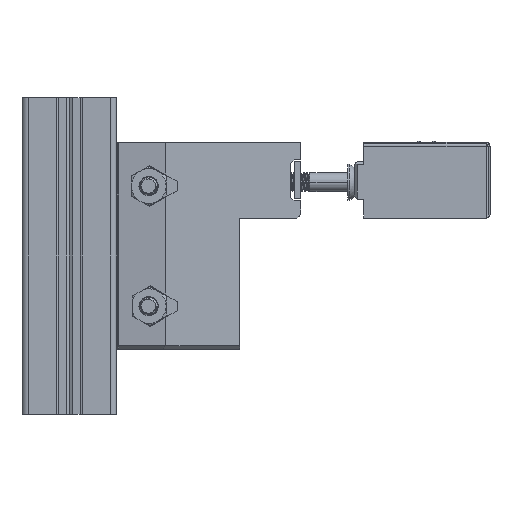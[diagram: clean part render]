
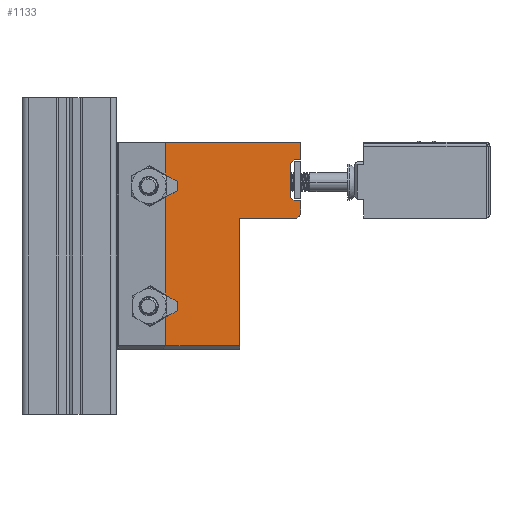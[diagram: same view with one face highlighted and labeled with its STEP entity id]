
A CAD part, left-side view. The second image highlights one B-rep face of the part: STEP entity #1133.
In plain terms, the highlighted planar face has unit normal (-0.696, -0.718, 0).
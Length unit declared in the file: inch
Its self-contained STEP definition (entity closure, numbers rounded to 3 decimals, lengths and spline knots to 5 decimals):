
#1133=ADVANCED_FACE('',(#2902),#2903,.T.);
#2902=FACE_OUTER_BOUND('',#5401,.T.);
#2903=PLANE('',#5402);
#5401=EDGE_LOOP('',(#11552,#11553,#11554,#11555,#11556,#11557,#11558,#11559,#11560,#11561,#11562,#11563,#11564,#11565,#11566,#11567,#11568,#11569,#11570,#11571,#11572));
#5402=AXIS2_PLACEMENT_3D('',#11573,#11574,#11575);
#11552=ORIENTED_EDGE('',*,*,#18661,.T.);
#11553=ORIENTED_EDGE('',*,*,#18662,.T.);
#11554=ORIENTED_EDGE('',*,*,#18592,.T.);
#11555=ORIENTED_EDGE('',*,*,#18663,.T.);
#11556=ORIENTED_EDGE('',*,*,#18664,.T.);
#11557=ORIENTED_EDGE('',*,*,#18311,.T.);
#11558=ORIENTED_EDGE('',*,*,#18665,.T.);
#11559=ORIENTED_EDGE('',*,*,#18086,.T.);
#11560=ORIENTED_EDGE('',*,*,#18666,.T.);
#11561=ORIENTED_EDGE('',*,*,#18667,.T.);
#11562=ORIENTED_EDGE('',*,*,#18668,.T.);
#11563=ORIENTED_EDGE('',*,*,#18669,.T.);
#11564=ORIENTED_EDGE('',*,*,#18670,.T.);
#11565=ORIENTED_EDGE('',*,*,#18671,.T.);
#11566=ORIENTED_EDGE('',*,*,#18531,.F.);
#11567=ORIENTED_EDGE('',*,*,#18672,.T.);
#11568=ORIENTED_EDGE('',*,*,#18673,.T.);
#11569=ORIENTED_EDGE('',*,*,#18674,.F.);
#11570=ORIENTED_EDGE('',*,*,#18675,.F.);
#11571=ORIENTED_EDGE('',*,*,#18621,.T.);
#11572=ORIENTED_EDGE('',*,*,#18676,.T.);
#11573=CARTESIAN_POINT('',(-2.39738,0.81683,0.51698));
#11574=DIRECTION('',(-0.696,-0.718,0.));
#11575=DIRECTION('',(0.718,-0.696,0.001));
#18086=EDGE_CURVE('',#21060,#21061,#21062,.F.);
#18311=EDGE_CURVE('',#21462,#21463,#21464,.T.);
#18531=EDGE_CURVE('',#21837,#21832,#21839,.T.);
#18592=EDGE_CURVE('',#21950,#21951,#21952,.T.);
#18621=EDGE_CURVE('',#21998,#21999,#22000,.T.);
#18661=EDGE_CURVE('',#22068,#22069,#22070,.T.);
#18662=EDGE_CURVE('',#22069,#21950,#22071,.T.);
#18663=EDGE_CURVE('',#21951,#22072,#22073,.T.);
#18664=EDGE_CURVE('',#22072,#21462,#22074,.T.);
#18665=EDGE_CURVE('',#21463,#21060,#22075,.T.);
#18666=EDGE_CURVE('',#21061,#22076,#22077,.T.);
#18667=EDGE_CURVE('',#22076,#22078,#22079,.F.);
#18668=EDGE_CURVE('',#22078,#22080,#22081,.T.);
#18669=EDGE_CURVE('',#22080,#22082,#22083,.F.);
#18670=EDGE_CURVE('',#22082,#22084,#22085,.T.);
#18671=EDGE_CURVE('',#22084,#21832,#22086,.T.);
#18672=EDGE_CURVE('',#21837,#22087,#22088,.F.);
#18673=EDGE_CURVE('',#22087,#22089,#22090,.T.);
#18674=EDGE_CURVE('',#22091,#22089,#22092,.T.);
#18675=EDGE_CURVE('',#21998,#22091,#22093,.T.);
#18676=EDGE_CURVE('',#21999,#22068,#22094,.T.);
#21060=VERTEX_POINT('',#25445);
#21061=VERTEX_POINT('',#25446);
#21062=LINE('',#25447,#25448);
#21462=VERTEX_POINT('',#26339);
#21463=VERTEX_POINT('',#26340);
#21464=LINE('',#26341,#26342);
#21832=VERTEX_POINT('',#27904);
#21837=VERTEX_POINT('',#27912);
#21839=LINE('',#27915,#27916);
#21950=VERTEX_POINT('',#28163);
#21951=VERTEX_POINT('',#28164);
#21952=LINE('',#28165,#28166);
#21998=VERTEX_POINT('',#28298);
#21999=VERTEX_POINT('',#28299);
#22000=LINE('',#28300,#28301);
#22068=VERTEX_POINT('',#28451);
#22069=VERTEX_POINT('',#28452);
#22070=LINE('',#28453,#28454);
#22071=LINE('',#28455,#28456);
#22072=VERTEX_POINT('',#28457);
#22073=LINE('',#28458,#28459);
#22074=LINE('',#28460,#28461);
#22075=LINE('',#28462,#28463);
#22076=VERTEX_POINT('',#28464);
#22077=LINE('',#28465,#28466);
#22078=VERTEX_POINT('',#28467);
#22079=LINE('',#28468,#28469);
#22080=VERTEX_POINT('',#28470);
#22081=LINE('',#28471,#28472);
#22082=VERTEX_POINT('',#28473);
#22083=LINE('',#28474,#28475);
#22084=VERTEX_POINT('',#28476);
#22085=LINE('',#28477,#28478);
#22086=LINE('',#28479,#28480);
#22087=VERTEX_POINT('',#28481);
#22088=LINE('',#28482,#28483);
#22089=VERTEX_POINT('',#28484);
#22090=LINE('',#28485,#28486);
#22091=VERTEX_POINT('',#28487);
#22092=LINE('',#28488,#28489);
#22093=LINE('',#28490,#28491);
#22094=LINE('',#28492,#28493);
#25445=CARTESIAN_POINT('',(-1.63223,0.07487,1.21457));
#25446=CARTESIAN_POINT('',(-2.49841,0.91479,1.21457));
#25447=CARTESIAN_POINT('',(-2.20718,0.63239,1.21457));
#25448=VECTOR('',#48945,1.);
#26339=CARTESIAN_POINT('',(-1.67486,0.11621,1.1074));
#26340=CARTESIAN_POINT('',(-1.63223,0.07487,1.1074));
#26341=CARTESIAN_POINT('',(-1.88957,0.3244,1.1074));
#26342=VECTOR('',#49149,1.);
#27904=CARTESIAN_POINT('',(-2.42581,0.8444,0.22499));
#27912=CARTESIAN_POINT('',(-2.42581,0.8444,0.16871));
#27915=CARTESIAN_POINT('',(-2.42581,0.8444,0.35692));
#27916=VECTOR('',#49378,1.0);
#28163=CARTESIAN_POINT('',(-1.67486,0.11621,0.85543));
#28164=CARTESIAN_POINT('',(-1.69516,0.13589,0.87512));
#28165=CARTESIAN_POINT('',(-1.72112,0.16106,0.90029));
#28166=VECTOR('',#49441,1.);
#28298=CARTESIAN_POINT('',(-2.02318,0.45396,0.74519));
#28299=CARTESIAN_POINT('',(-1.65659,0.09849,0.74519));
#28300=CARTESIAN_POINT('',(-2.56096,0.97545,0.74519));
#28301=VECTOR('',#49461,1.);
#28451=CARTESIAN_POINT('',(-1.63223,0.07487,0.76882));
#28452=CARTESIAN_POINT('',(-1.63223,0.07487,0.85543));
#28453=CARTESIAN_POINT('',(-1.63223,0.07487,0.86225));
#28454=VECTOR('',#49494,1.0);
#28455=CARTESIAN_POINT('',(-1.87232,0.30768,0.85543));
#28456=VECTOR('',#49495,1.);
#28457=CARTESIAN_POINT('',(-1.69516,0.13589,1.08771));
#28458=CARTESIAN_POINT('',(-1.69516,0.13589,0.75209));
#28459=VECTOR('',#49496,1.0);
#28460=CARTESIAN_POINT('',(-1.88327,0.3183,0.90531));
#28461=VECTOR('',#49497,1.);
#28462=CARTESIAN_POINT('',(-1.63223,0.07487,0.86225));
#28463=VECTOR('',#49498,1.0);
#28464=CARTESIAN_POINT('',(-2.49841,0.91479,1.01374));
#28465=CARTESIAN_POINT('',(-2.49841,0.91479,0.39167));
#28466=VECTOR('',#49499,1.0);
#28467=CARTESIAN_POINT('',(-2.42581,0.8444,0.97344));
#28468=CARTESIAN_POINT('',(-2.45236,0.87014,0.98818));
#28469=VECTOR('',#49500,1.);
#28470=CARTESIAN_POINT('',(-2.42581,0.8444,0.91632));
#28471=CARTESIAN_POINT('',(-2.42581,0.8444,0.73093));
#28472=VECTOR('',#49501,1.0);
#28473=CARTESIAN_POINT('',(-2.49841,0.91479,0.87602));
#28474=CARTESIAN_POINT('',(-2.24132,0.6655,1.01873));
#28475=VECTOR('',#49502,1.);
#28476=CARTESIAN_POINT('',(-2.49841,0.91479,0.26636));
#28477=CARTESIAN_POINT('',(-2.49841,0.91479,0.23419));
#28478=VECTOR('',#49503,1.0);
#28479=CARTESIAN_POINT('',(-2.23628,0.66061,0.11699));
#28480=VECTOR('',#49504,1.);
#28481=CARTESIAN_POINT('',(-2.49841,0.91479,0.12734));
#28482=CARTESIAN_POINT('',(-2.41332,0.83228,0.17583));
#28483=VECTOR('',#49505,1.);
#28484=CARTESIAN_POINT('',(-2.49841,0.91479,-0.04921));
#28485=CARTESIAN_POINT('',(-2.49841,0.91479,0.23419));
#28486=VECTOR('',#49506,1.0);
#28487=CARTESIAN_POINT('',(-2.02318,0.45396,-0.04921));
#28488=CARTESIAN_POINT('',(-2.56785,0.98213,-0.04921));
#28489=VECTOR('',#49507,1.);
#28490=CARTESIAN_POINT('',(-2.02318,0.45396,1.53033));
#28491=VECTOR('',#49508,1.0);
#28492=CARTESIAN_POINT('',(-1.70689,0.14727,0.69642));
#28493=VECTOR('',#49509,1.);
#48945=DIRECTION('',(0.718,-0.696,0.0));
#49149=DIRECTION('',(0.718,-0.696,0.0));
#49378=DIRECTION('',(0.0,0.0,1.0));
#49441=DIRECTION('',(-0.589,0.571,0.571));
#49461=DIRECTION('',(0.718,-0.696,0.0));
#49494=DIRECTION('',(0.0,0.0,1.0));
#49495=DIRECTION('',(-0.718,0.696,0.0));
#49496=DIRECTION('',(0.0,0.0,1.0));
#49497=DIRECTION('',(0.589,-0.571,0.571));
#49498=DIRECTION('',(0.0,0.0,1.0));
#49499=DIRECTION('',(0.0,0.0,-1.0));
#49500=DIRECTION('',(-0.667,0.647,0.37));
#49501=DIRECTION('',(0.0,0.0,-1.0));
#49502=DIRECTION('',(0.667,-0.647,0.37));
#49503=DIRECTION('',(0.0,0.0,-1.0));
#49504=DIRECTION('',(0.664,-0.644,-0.379));
#49505=DIRECTION('',(0.664,-0.644,0.379));
#49506=DIRECTION('',(0.0,0.0,-1.0));
#49507=DIRECTION('',(-0.718,0.696,0.0));
#49508=DIRECTION('',(0.0,0.0,-1.0));
#49509=DIRECTION('',(0.589,-0.571,0.571));
